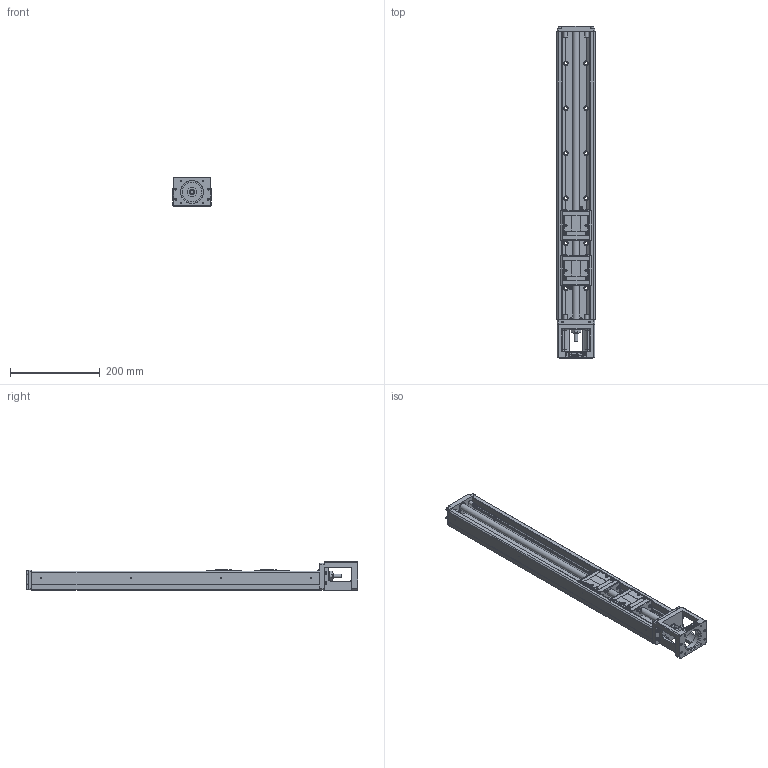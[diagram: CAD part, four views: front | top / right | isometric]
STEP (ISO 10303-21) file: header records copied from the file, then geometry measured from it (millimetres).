
FILE_DESCRIPTION(/* description */ (''),/* implementation_level */ '2;1');
FILE_NAME(/* name */ 'KM46D+640N0_0040_stp.stp',/* time_stamp */ '2010-01-21T10:17:23+08:00',/* author */ (''),/* organization */ (''),/* preprocessor_version */ 'ST-DEVELOPER v11',/* originating_system */ 'UGS - NX 5.0',/* authorisation */ '');
FILE_SCHEMA (('CONFIG_CONTROL_DESIGN'));
Length unit declared in the file: millimetre
Products named in the file (1): shinE906kq0m
Bounding box: 86 x 738 x 64 mm (x, y, z)
Volume: 1605879.9 mm3; surface area: 328447.5 mm2
Topology: 3 solids, 8 shells, 1474 faces, 3830 edges, 2479 vertices
Faces by surface type: plane 948, cylinder 304, cone 124, torus 30, bspline 27, extrusion 23, sphere 18
Full cylindrical faces by diameter (mm): 1.6 x8, 2.5 x6, 3.3 x9, 4.5 x4, 5.2 x4, 5.3 x4, 5.5 x2, 6 x2, 6.6 x12, 6.8 x8, 7 x8, 7.6 x8, 8 x17, 8.1 x1, 9 x4, 10 x2, 11 x12, 15 x3, 15.5 x4, 16 x6, 16.5 x1, 17 x1, 19 x2, 20 x2, 44 x1, 50 x1
Entity records: 45348 total; most frequent: CARTESIAN_POINT 10055, ORIENTED_EDGE 7108, DIRECTION 7036, EDGE_CURVE 3554, VECTOR 2542, LINE 2519, VERTEX_POINT 2427, AXIS2_PLACEMENT_3D 2247
